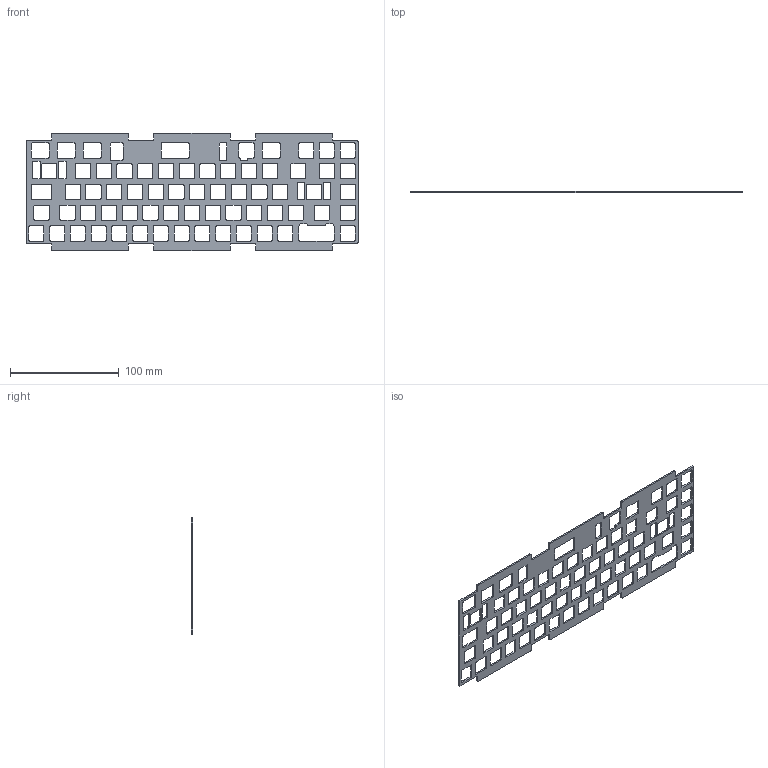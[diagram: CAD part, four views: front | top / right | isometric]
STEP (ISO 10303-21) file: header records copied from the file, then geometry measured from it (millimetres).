
FILE_DESCRIPTION(/* description */ (''),/* implementation_level */ '2;1');
FILE_NAME(/* name */ 'No165-Plate.step',/* time_stamp */ '2019-07-15T09:24:09-04:00',/* author */ (''),/* organization */ (''),/* preprocessor_version */ 'ST-DEVELOPER v18',/* originating_system */ 'Autodesk Translation Framework v8.2.0.1029',/* authorisation */ '');
FILE_SCHEMA (('AUTOMOTIVE_DESIGN { 1 0 10303 214 3 1 1 }'));
Length unit declared in the file: millimetre
Products named in the file (1): (Unsaved)
Bounding box: 304.8 x 1.5 x 108.25 mm (x, y, z)
Volume: 25903.1 mm3; surface area: 41851.7 mm2
Topology: 1 solids, 1 shells, 661 faces, 1977 edges, 1318 vertices
Faces by surface type: cylinder 332, plane 329
Entity records: 22760 total; most frequent: DIRECTION 3965, CARTESIAN_POINT 3957, ORIENTED_EDGE 3954, EDGE_CURVE 1977, AXIS2_PLACEMENT_3D 1326, VERTEX_POINT 1318, LINE 1313, VECTOR 1313
